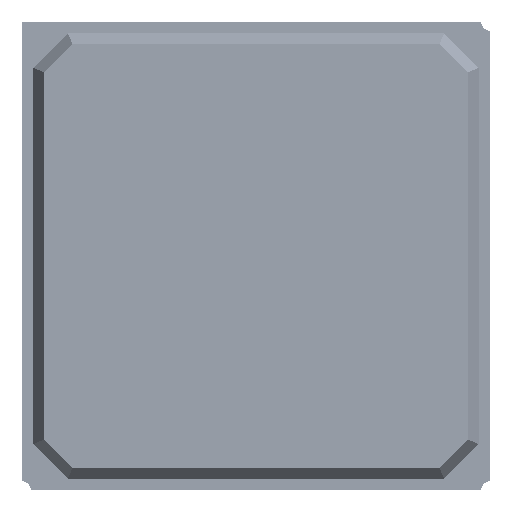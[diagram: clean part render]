
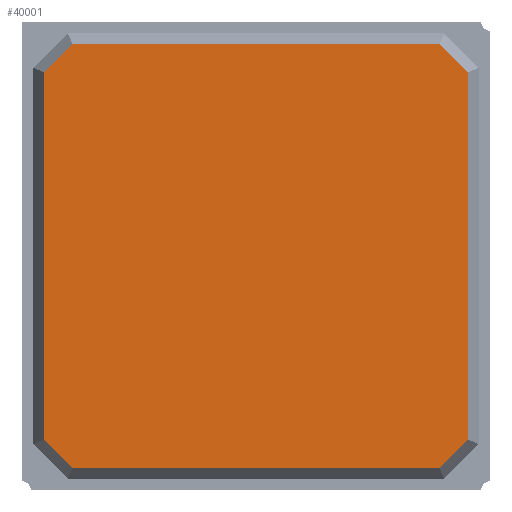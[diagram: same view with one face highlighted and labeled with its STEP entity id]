
A CAD part, top view. The second image highlights one B-rep face of the part: STEP entity #40001.
In plain terms, the highlighted planar face has unit normal (0, 0, 1).
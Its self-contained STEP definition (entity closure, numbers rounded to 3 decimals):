
#39737=CARTESIAN_POINT('',(12.244,-10.599,2.));
#39738=VERTEX_POINT('',#39737);
#39745=CARTESIAN_POINT('',(10.599,-12.244,2.));
#39746=VERTEX_POINT('',#39745);
#39747=CARTESIAN_POINT('',(12.244,-10.599,2.));
#39748=DIRECTION('',(-0.707,-0.707,0.));
#39749=VECTOR('',#39748,2.326);
#39750=LINE('',#39747,#39749);
#39751=EDGE_CURVE('',#39746,#39738,#39750,.F.);
#39776=CARTESIAN_POINT('',(-10.599,-12.244,2.));
#39777=VERTEX_POINT('',#39776);
#39778=CARTESIAN_POINT('',(10.599,-12.244,2.));
#39779=DIRECTION('',(-1.0,0.0,0.0));
#39780=VECTOR('',#39779,21.198);
#39781=LINE('',#39778,#39780);
#39782=EDGE_CURVE('',#39777,#39746,#39781,.F.);
#39807=CARTESIAN_POINT('',(-12.244,-10.599,2.));
#39808=VERTEX_POINT('',#39807);
#39809=CARTESIAN_POINT('',(-10.599,-12.244,2.));
#39810=DIRECTION('',(-0.707,0.707,0.));
#39811=VECTOR('',#39810,2.326);
#39812=LINE('',#39809,#39811);
#39813=EDGE_CURVE('',#39808,#39777,#39812,.F.);
#39838=CARTESIAN_POINT('',(-12.244,10.599,2.));
#39839=VERTEX_POINT('',#39838);
#39840=CARTESIAN_POINT('',(-12.244,-10.599,2.));
#39841=DIRECTION('',(0.0,1.0,0.0));
#39842=VECTOR('',#39841,21.198);
#39843=LINE('',#39840,#39842);
#39844=EDGE_CURVE('',#39839,#39808,#39843,.F.);
#39869=CARTESIAN_POINT('',(-10.599,12.244,2.));
#39870=VERTEX_POINT('',#39869);
#39871=CARTESIAN_POINT('',(-12.244,10.599,2.));
#39872=DIRECTION('',(0.707,0.707,0.));
#39873=VECTOR('',#39872,2.326);
#39874=LINE('',#39871,#39873);
#39875=EDGE_CURVE('',#39870,#39839,#39874,.F.);
#39900=CARTESIAN_POINT('',(10.599,12.244,2.));
#39901=VERTEX_POINT('',#39900);
#39902=CARTESIAN_POINT('',(-10.599,12.244,2.));
#39903=DIRECTION('',(1.0,0.0,0.0));
#39904=VECTOR('',#39903,21.198);
#39905=LINE('',#39902,#39904);
#39906=EDGE_CURVE('',#39901,#39870,#39905,.F.);
#39931=CARTESIAN_POINT('',(12.244,10.599,2.));
#39932=VERTEX_POINT('',#39931);
#39933=CARTESIAN_POINT('',(10.599,12.244,2.));
#39934=DIRECTION('',(0.707,-0.707,0.));
#39935=VECTOR('',#39934,2.326);
#39936=LINE('',#39933,#39935);
#39937=EDGE_CURVE('',#39932,#39901,#39936,.F.);
#39960=CARTESIAN_POINT('',(12.244,10.599,2.));
#39961=DIRECTION('',(0.0,-1.0,0.0));
#39962=VECTOR('',#39961,21.198);
#39963=LINE('',#39960,#39962);
#39964=EDGE_CURVE('',#39738,#39932,#39963,.F.);
#39986=CARTESIAN_POINT('',(13.5,13.5,2.));
#39987=DIRECTION('',(0.0,0.0,-1.0));
#39988=DIRECTION('',(0.0,-1.0,0.0));
#39989=AXIS2_PLACEMENT_3D('',#39986,#39987,#39988);
#39990=PLANE('',#39989);
#39991=ORIENTED_EDGE('',*,*,#39964,.T.);
#39992=ORIENTED_EDGE('',*,*,#39937,.T.);
#39993=ORIENTED_EDGE('',*,*,#39906,.T.);
#39994=ORIENTED_EDGE('',*,*,#39875,.T.);
#39995=ORIENTED_EDGE('',*,*,#39844,.T.);
#39996=ORIENTED_EDGE('',*,*,#39813,.T.);
#39997=ORIENTED_EDGE('',*,*,#39782,.T.);
#39998=ORIENTED_EDGE('',*,*,#39751,.T.);
#39999=EDGE_LOOP('',(#39991,#39992,#39993,#39994,#39995,#39996,#39997,#39998));
#40000=FACE_OUTER_BOUND('',#39999,.T.);
#40001=ADVANCED_FACE('',(#40000),#39990,.F.);
